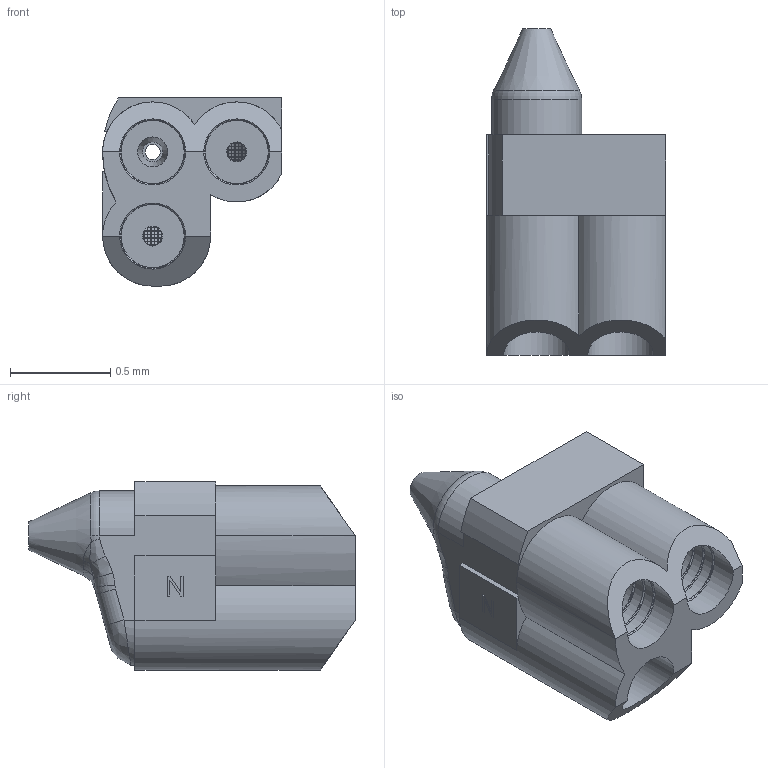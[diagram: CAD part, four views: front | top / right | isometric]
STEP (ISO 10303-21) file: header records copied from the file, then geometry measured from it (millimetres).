
FILE_DESCRIPTION(/* description */ (''),/* implementation_level */ '2;1');
FILE_NAME(/* name */ 'MVED_N-100-120-75-100-13_3-V2-D10000000864062_A001_1.stp',/* time_stamp */ '2023-03-15T14:51:35+01:00',/* author */ (''),/* organization */ (''),/* preprocessor_version */ 'ST-DEVELOPER v18.1',/* originating_system */ 'SIEMENS PLM Software NX 2000',/* authorisation */ '');
FILE_SCHEMA (('AUTOMOTIVE_DESIGN { 1 0 10303 214 3 1 1 1 }'));
Length unit declared in the file: millimetre
Products named in the file (1): MVED_N-100-120-75-100-13_3-D10000000864062_A001
Bounding box: 0.9 x 1.63 x 0.94 mm (x, y, z)
Volume: 0.5 mm3; surface area: 9.7 mm2
Topology: 1 solids, 1 shells, 996 faces, 3083 edges, 1988 vertices
Faces by surface type: plane 793, bspline 67, cylinder 62, cone 48, torus 26
Full cylindrical faces by diameter (mm): 0.075 x1, 0.1 x1, 0.115 x1, 0.12 x1, 0.13 x1, 0.16 x1, 0.18 x1, 0.22 x1, 0.33 x15, 0.35 x1
Entity records: 36456 total; most frequent: CARTESIAN_POINT 9308, ORIENTED_EDGE 5982, DIRECTION 4915, EDGE_CURVE 2991, LINE 2247, VECTOR 2247, VERTEX_POINT 1971, EDGE_LOOP 1382
